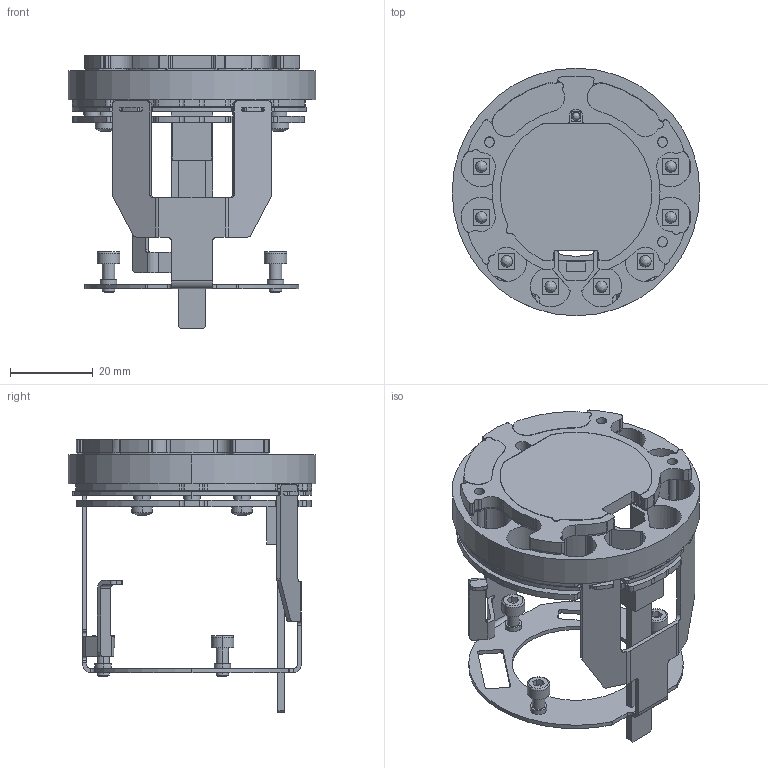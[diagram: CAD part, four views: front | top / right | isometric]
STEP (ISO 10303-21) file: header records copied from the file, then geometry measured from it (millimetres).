
FILE_DESCRIPTION (( 'STEP AP214' ), '1' );
FILE_NAME ('6GF35408DA13_001_STEP.STEP', '2019-03-08T10:23:35', ( '' ), ( '' ), 'SwSTEP 2.0', 'SolidWorks 2014', '' );
FILE_SCHEMA (( 'AUTOMOTIVE_DESIGN' ));
Length unit declared in the file: millimetre
Products named in the file (2): Body; 6GF35408DA13_001_STEP
Assembly tree (1 placements, depth 2):
  6GF35408DA13_001_STEP
    Body
Bounding box: 60 x 60 x 66.25 mm (x, y, z)
Volume: 25741.8 mm3; surface area: 23426.2 mm2
Topology: 1 solids, 1 shells, 1205 faces, 3482 edges, 2291 vertices
Faces by surface type: cylinder 671, plane 503, bspline 19, cone 6, torus 6
Entity records: 53992 total; most frequent: CARTESIAN_POINT 7978, DIRECTION 7139, ORIENTED_EDGE 6932, EDGE_CURVE 3466, AXIS2_PLACEMENT_3D 2582, VERTEX_POINT 2291, VECTOR 1975, LINE 1975
